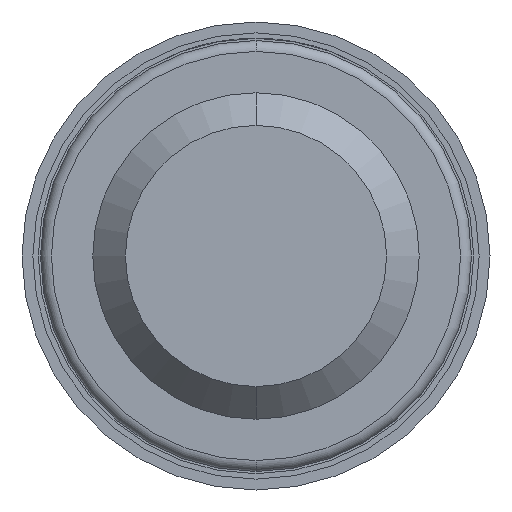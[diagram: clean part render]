
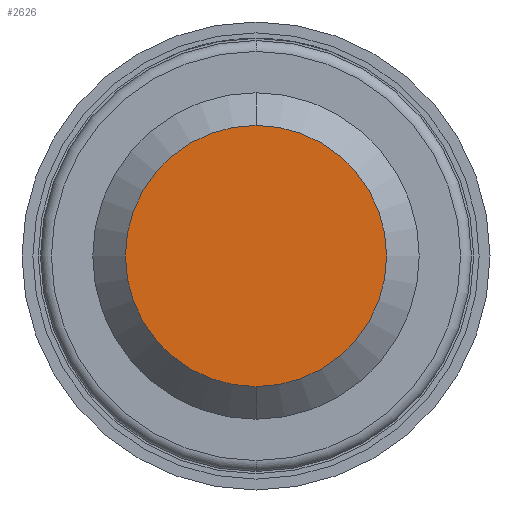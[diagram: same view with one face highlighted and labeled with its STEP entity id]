
A CAD part, front view. The second image highlights one B-rep face of the part: STEP entity #2626.
In plain terms, the highlighted planar face has unit normal (0, -1, 0).
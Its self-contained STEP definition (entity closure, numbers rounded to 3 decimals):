
#71 = CARTESIAN_POINT ( 'NONE',  ( 0., -40., 0. ) ) ;
#302 = DIRECTION ( 'NONE',  ( 0., 0., 1. ) ) ;
#441 = VERTEX_POINT ( 'NONE', #3491 ) ;
#509 = PLANE ( 'NONE',  #2942 ) ;
#567 = CIRCLE ( 'NONE', #3818, 1.2 ) ;
#906 = DIRECTION ( 'NONE',  ( 0., -1., 0. ) ) ;
#1011 = VERTEX_POINT ( 'NONE', #3493 ) ;
#1068 = AXIS2_PLACEMENT_3D ( 'NONE', #71, #1251, #1824 ) ;
#1088 = DIRECTION ( 'NONE',  ( 0., 0., 1. ) ) ;
#1142 = ORIENTED_EDGE ( 'NONE', *, *, #2335, .T. ) ;
#1251 = DIRECTION ( 'NONE',  ( 0., -1., 0. ) ) ;
#1254 = FACE_OUTER_BOUND ( 'NONE', #2873, .T. ) ;
#1824 = DIRECTION ( 'NONE',  ( 0., 0., 1. ) ) ;
#2335 = EDGE_CURVE ( 'Defeature ausgef�hrt2_3+Defeature ausgef�hrt2_2+Defeature ausgef�hrt2_2+Defeature ausgef�hrt2_2', #1011, #441, #567, .T. ) ;
#2567 = CARTESIAN_POINT ( 'NONE',  ( 1.5, -40., 0. ) ) ;
#2626 = ADVANCED_FACE ( 'Defeature ausgef�hrt2_3', ( #1254 ), #509, .F. ) ;
#2639 = ORIENTED_EDGE ( 'NONE', *, *, #3431, .T. ) ;
#2873 = EDGE_LOOP ( 'NONE', ( #1142, #2639 ) ) ;
#2942 = AXIS2_PLACEMENT_3D ( 'NONE', #2567, #3469, #1088 ) ;
#3318 = CARTESIAN_POINT ( 'NONE',  ( 0., -40., 0. ) ) ;
#3431 = EDGE_CURVE ( 'Defeature ausgef�hrt2_3+Defeature ausgef�hrt2_2+Defeature ausgef�hrt2_2+Defeature ausgef�hrt2_2', #441, #1011, #3530, .T. ) ;
#3469 = DIRECTION ( 'NONE',  ( 0., 1., 0. ) ) ;
#3491 = CARTESIAN_POINT ( 'NONE',  ( 0., -40., -1.2 ) ) ;
#3493 = CARTESIAN_POINT ( 'NONE',  ( 0., -40., 1.2 ) ) ;
#3530 = CIRCLE ( 'NONE', #1068, 1.2 ) ;
#3818 = AXIS2_PLACEMENT_3D ( 'NONE', #3318, #906, #302 ) ;
